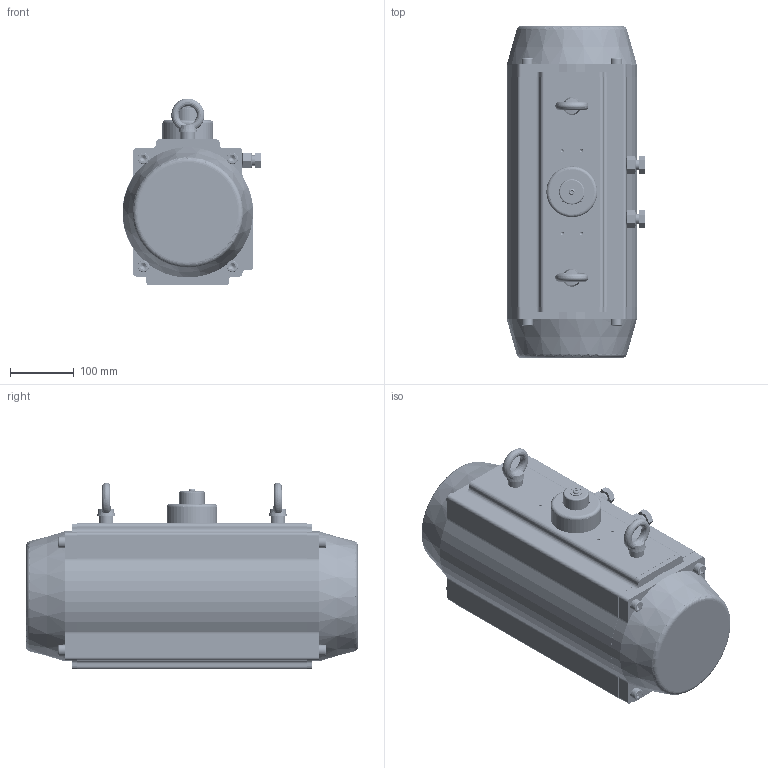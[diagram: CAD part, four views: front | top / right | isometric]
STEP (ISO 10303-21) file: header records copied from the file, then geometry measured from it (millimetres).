
FILE_DESCRIPTION(/* description */ (''),/* implementation_level */ '2;1');
FILE_NAME(/* name */ 'C-190SR12（27x27).step',/* time_stamp */ '2025-12-25T15:54:30+08:00',/* author */ (''),/* organization */ (''),/* preprocessor_version */ 'ST-DEVELOPER v16',/* originating_system */ 'SIEMENS PLM Software NX 10.0',/* authorisation */ '');
FILE_SCHEMA (('AUTOMOTIVE_DESIGN { 1 0 10303 214 3 1 1 1 }'));
Products named in the file (20): 弹簧; 弹簧柱; Guide Piston-C-190; Bearing-piston; O-ring piston; Adjust screw; Indicator-270; Nut adjust screw; Lug; Lug bearing; C-190-02; End-cap screw; C-190-04（27x27八角); C-190-01（F12）; 金属条指示器92-105; 指示器垫片; 指示器螺钉; 弹簧总装; C-190-03_MODEL; C-190
Assembly tree (43 placements, depth 3):
  C-190
    指示器螺钉
    指示器垫片
    金属条指示器92-105
    C-190-01（F12）
    C-190-04（27x27八角)
    End-cap screw  x8
    C-190-02  x2
    Lug bearing  x2
    Lug  x2
    Nut adjust screw  x2
    Indicator-270
    C-190-03_MODEL  x2
      O-ring piston
      Bearing-piston
      Guide Piston-C-190
    Adjust screw  x2
    弹簧总装  x12
      弹簧柱
      弹簧
Bounding box: 218.58 x 522 x 293.94 mm (x, y, z)
Volume: 10613916.6 mm3; surface area: 2528596.9 mm2
Topology: 80 solids, 80 shells, 2455 faces, 6211 edges, 4053 vertices
Faces by surface type: plane 1012, cylinder 928, cone 188, torus 170, bspline 97, extrusion 60
Full cylindrical faces by diameter (mm): 4.2 x8, 5 x1, 6 x2, 6.5 x1, 8 x3, 9 x2, 10 x1, 10.104 x8, 10.105 x2, 10.106 x10, 10.3 x14, 12 x18, 12.5 x2, 13.5 x8, 13.835 x2, 14 x6, 14.374 x2, 14.376 x2, 16 x6, 16.001 x2, 17.8 x1, 18 x8, 19 x8, 20 x12, 22.8 x1, 23 x2, 28 x2, 32 x24, 36 x24, 40 x2
Entity records: 57830 total; most frequent: CARTESIAN_POINT 23627, DIRECTION 6851, ORIENTED_EDGE 6816, EDGE_CURVE 3408, AXIS2_PLACEMENT_3D 2579, VERTEX_POINT 2377, EDGE_LOOP 1721, VECTOR 1693
